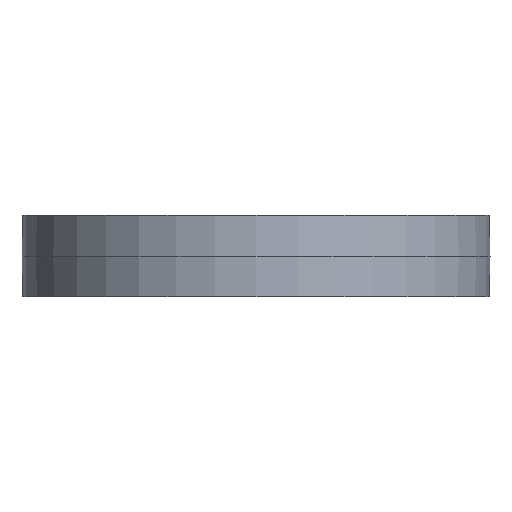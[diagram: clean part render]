
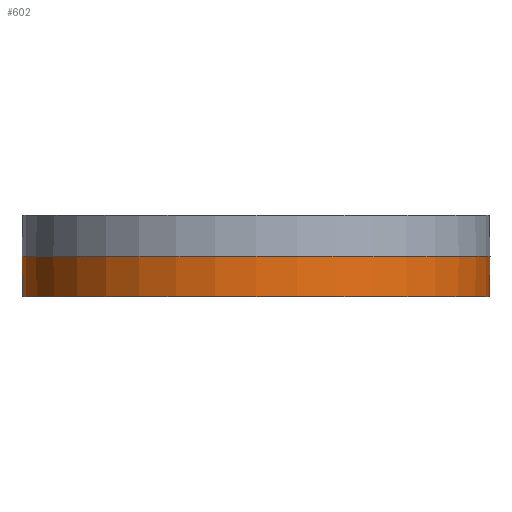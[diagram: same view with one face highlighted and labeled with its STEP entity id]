
A CAD part, front view. The second image highlights one B-rep face of the part: STEP entity #602.
In plain terms, the highlighted conical face has half-angle 1 degrees and reference radius 9.144 mm.
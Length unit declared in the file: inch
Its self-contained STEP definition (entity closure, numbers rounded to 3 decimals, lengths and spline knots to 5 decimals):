
#20 = VERTEX_POINT ( 'NONE', #683 ) ;
#75 = AXIS2_PLACEMENT_3D ( 'NONE', #650, #178, #111 ) ;
#111 = DIRECTION ( 'NONE',  ( 1., 0., 0. ) ) ;
#153 = CARTESIAN_POINT ( 'NONE',  ( 0.36, 0., 0. ) ) ;
#178 = DIRECTION ( 'NONE',  ( 0., 0., 1. ) ) ;
#182 = EDGE_CURVE ( 'NONE', #20, #190, #713, .T. ) ;
#190 = VERTEX_POINT ( 'NONE', #378 ) ;
#209 = ORIENTED_EDGE ( 'NONE', *, *, #742, .T. ) ;
#222 = EDGE_CURVE ( 'NONE', #563, #559, #384, .T. ) ;
#315 = AXIS2_PLACEMENT_3D ( 'NONE', #509, #377, #382 ) ;
#349 = CARTESIAN_POINT ( 'NONE',  ( 0.35891, 0., -0.0625 ) ) ;
#366 = CARTESIAN_POINT ( 'NONE',  ( 0., 0., 0. ) ) ;
#368 = EDGE_LOOP ( 'NONE', ( #209, #392, #457, #447 ) ) ;
#377 = DIRECTION ( 'NONE',  ( 0., 0., 1. ) ) ;
#378 = CARTESIAN_POINT ( 'NONE',  ( -0.36, 0., 0. ) ) ;
#382 = DIRECTION ( 'NONE',  ( 1., 0., 0. ) ) ;
#383 = CONICAL_SURFACE ( 'NONE', #694, 0.36, 0.017 ) ;
#384 = LINE ( 'NONE', #530, #551 ) ;
#392 = ORIENTED_EDGE ( 'NONE', *, *, #222, .T. ) ;
#408 = CIRCLE ( 'NONE', #315, 0.35891 ) ;
#437 = VECTOR ( 'NONE', #718, 39.37008 ) ;
#447 = ORIENTED_EDGE ( 'NONE', *, *, #182, .F. ) ;
#457 = ORIENTED_EDGE ( 'NONE', *, *, #640, .F. ) ;
#459 = CARTESIAN_POINT ( 'NONE',  ( -0.36, 0., 0. ) ) ;
#495 = FACE_OUTER_BOUND ( 'NONE', #368, .T. ) ;
#509 = CARTESIAN_POINT ( 'NONE',  ( 0., 0., -0.0625 ) ) ;
#530 = CARTESIAN_POINT ( 'NONE',  ( 0.36, 0., 0. ) ) ;
#551 = VECTOR ( 'NONE', #727, 39.37008 ) ;
#559 = VERTEX_POINT ( 'NONE', #153 ) ;
#561 = DIRECTION ( 'NONE',  ( -1., 0., 0. ) ) ;
#563 = VERTEX_POINT ( 'NONE', #349 ) ;
#602 = ADVANCED_FACE ( 'NONE', ( #495 ), #383, .T. ) ;
#640 = EDGE_CURVE ( 'NONE', #190, #559, #855, .T. ) ;
#650 = CARTESIAN_POINT ( 'NONE',  ( 0., 0., 0. ) ) ;
#683 = CARTESIAN_POINT ( 'NONE',  ( -0.35891, 0., -0.0625 ) ) ;
#694 = AXIS2_PLACEMENT_3D ( 'NONE', #366, #830, #561 ) ;
#713 = LINE ( 'NONE', #459, #437 ) ;
#718 = DIRECTION ( 'NONE',  ( -0.017, 0., 1. ) ) ;
#727 = DIRECTION ( 'NONE',  ( 0.017, 0., 1. ) ) ;
#742 = EDGE_CURVE ( 'NONE', #20, #563, #408, .T. ) ;
#830 = DIRECTION ( 'NONE',  ( 0., 0., 1. ) ) ;
#855 = CIRCLE ( 'NONE', #75, 0.36 ) ;
